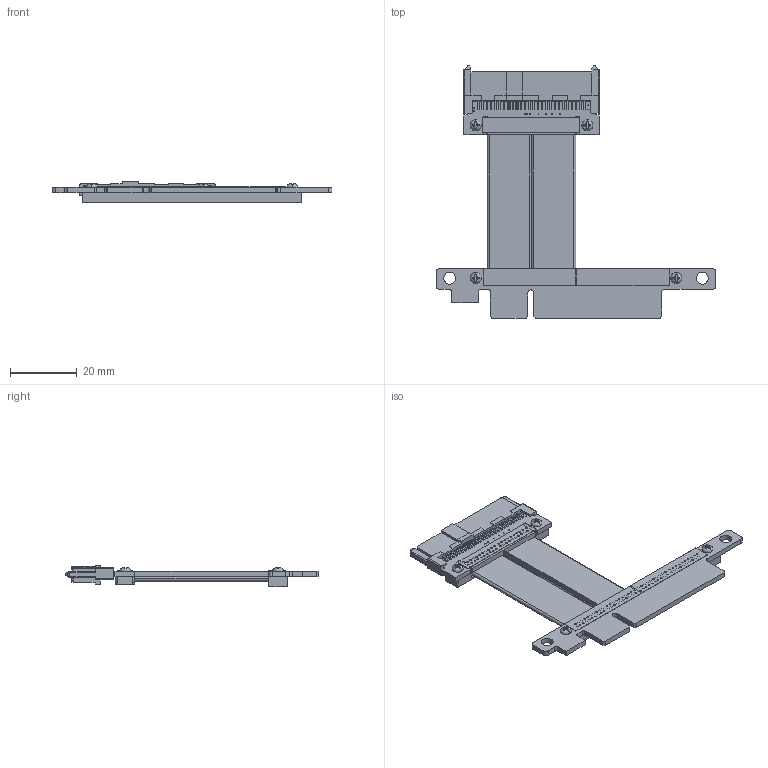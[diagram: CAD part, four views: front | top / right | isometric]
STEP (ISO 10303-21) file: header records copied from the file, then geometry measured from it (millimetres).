
FILE_DESCRIPTION(('Open CASCADE Model'),'2;1');
FILE_NAME('Open CASCADE Shape Model','2020-03-21T03:40:02',('Author'),( 'Open CASCADE'),'Open CASCADE STEP processor 6.8','Open CASCADE 6.8' ,'Unknown');
FILE_SCHEMA(('AUTOMOTIVE_DESIGN { 1 0 10303 214 1 1 1 1 }'));
Length unit declared in the file: millimetre
Products named in the file (14): PCB; Board; Open CASCADE STEP translator 6.8 39.1.1; CN1; 68F-SS10-0115-00_RGB8421504; Free-Models; R8S-PAD-20170526; Hexagon_nut_ISO_4032_(DIN_934)_-_M2_RGB9411503; G0033_RGB9411503; Tape28x5_RGB0; G0033_RGB14277081; TAPE_RGB0; RP22S-PAD; cable20-43
Assembly tree (20 placements, depth 3):
  PCB
    Board
      Open CASCADE STEP translator 6.8 39.1.1
    CN1
      68F-SS10-0115-00_RGB8421504
    Free-Models
      R8S-PAD-20170526
      Hexagon_nut_ISO_4032_(DIN_934)_-_M2_RGB9411503  x4
      G0033_RGB9411503  x2
      Tape28x5_RGB0  x2
      G0033_RGB14277081  x2
      TAPE_RGB0
      RP22S-PAD
      cable20-43  x2
Bounding box: 83.63 x 75.32 x 6.43 mm (x, y, z)
Volume: 5554.3 mm3; surface area: 14847.6 mm2
Topology: 97 solids, 97 shells, 3027 faces, 8227 edges, 5355 vertices
Faces by surface type: plane 2112, cylinder 699, torus 160, cone 48, revolution 8
Full cylindrical faces by diameter (mm): 0.254 x18, 0.6 x120, 2.2 x7, 2.216 x1, 3.6 x2, 4 x2, 4.8 x2
Entity records: 101208 total; most frequent: CARTESIAN_POINT 14853, ORIENTED_EDGE 14432, DIRECTION 13367, EDGE_CURVE 7216, LINE 6035, VECTOR 6035, VERTEX_POINT 4733, AXIS2_PLACEMENT_3D 3664
